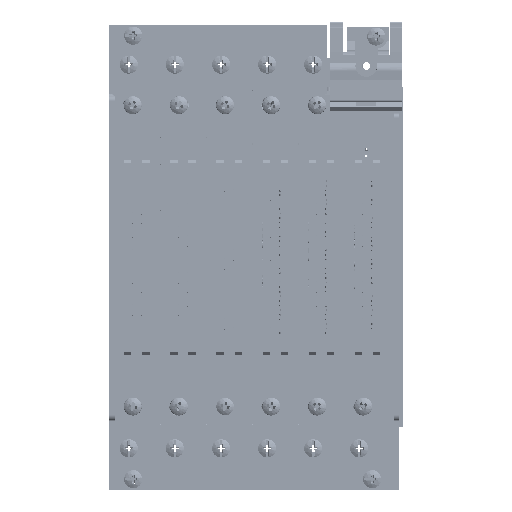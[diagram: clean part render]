
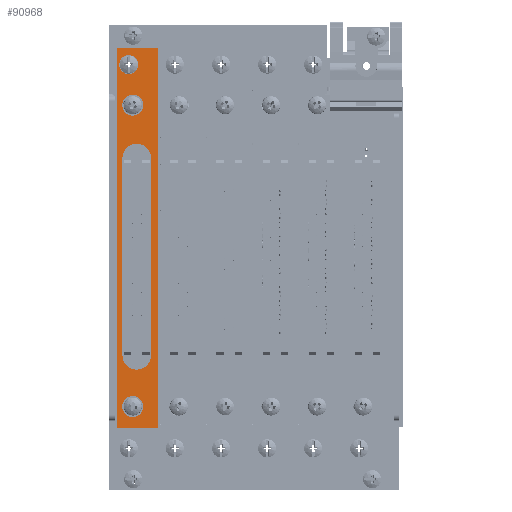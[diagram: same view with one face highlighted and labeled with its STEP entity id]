
A CAD part, front view. The second image highlights one B-rep face of the part: STEP entity #90968.
In plain terms, the highlighted planar face has unit normal (0, -1, 0).
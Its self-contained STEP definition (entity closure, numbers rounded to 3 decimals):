
#8058 = VERTEX_POINT ( 'NONE', #181890 ) ;
#8120 = VERTEX_POINT ( 'NONE', #182148 ) ;
#8151 = VERTEX_POINT ( 'NONE', #182249 ) ;
#8166 = VERTEX_POINT ( 'NONE', #182284 ) ;
#8205 = VERTEX_POINT ( 'NONE', #182378 ) ;
#8251 = VERTEX_POINT ( 'NONE', #182500 ) ;
#8259 = VERTEX_POINT ( 'NONE', #182559 ) ;
#8275 = VERTEX_POINT ( 'NONE', #182618 ) ;
#8321 = VERTEX_POINT ( 'NONE', #182749 ) ;
#8329 = VERTEX_POINT ( 'NONE', #182796 ) ;
#63565 = EDGE_CURVE ( 'NONE', #8120, #8151, #301962, .T. ) ;
#63573 = EDGE_CURVE ( 'NONE', #122282, #122282, #301973, .T. ) ;
#63579 = EDGE_CURVE ( 'NONE', #122286, #122286, #301948, .T. ) ;
#63585 = EDGE_CURVE ( 'NONE', #122290, #122290, #301999, .T. ) ;
#63599 = EDGE_CURVE ( 'NONE', #8166, #8058, #302037, .T. ) ;
#63645 = EDGE_CURVE ( 'NONE', #8259, #8205, #302211, .T. ) ;
#63700 = EDGE_CURVE ( 'NONE', #8321, #8329, #302372, .T. ) ;
#63708 = EDGE_CURVE ( 'NONE', #8259, #8329, #302397, .T. ) ;
#63712 = EDGE_CURVE ( 'NONE', #8205, #8166, #302329, .T. ) ;
#63717 = EDGE_CURVE ( 'NONE', #8058, #8321, #302427, .T. ) ;
#63721 = EDGE_CURVE ( 'NONE', #8151, #8275, #302436, .T. ) ;
#63727 = EDGE_CURVE ( 'NONE', #8251, #8120, #302365, .T. ) ;
#63731 = EDGE_CURVE ( 'NONE', #8275, #8251, #302421, .T. ) ;
#69378 = EDGE_LOOP ( 'NONE', ( #210995 ) ) ;
#69404 = EDGE_LOOP ( 'NONE', ( #210977, #210981, #210984, #210987, #210989, #210992 ) ) ;
#69407 = EDGE_LOOP ( 'NONE', ( #210998 ) ) ;
#69419 = EDGE_LOOP ( 'NONE', ( #211001 ) ) ;
#69422 = EDGE_LOOP ( 'NONE', ( #211004, #211007, #211010, #211012 ) ) ;
#76410 = AXIS2_PLACEMENT_3D ( 'NONE', #299094, #299097, #299100 ) ;
#76412 = AXIS2_PLACEMENT_3D ( 'NONE', #299113, #299117, #299119 ) ;
#76416 = AXIS2_PLACEMENT_3D ( 'NONE', #299139, #299141, #299144 ) ;
#76421 = AXIS2_PLACEMENT_3D ( 'NONE', #299167, #299171, #299175 ) ;
#76434 = AXIS2_PLACEMENT_3D ( 'NONE', #299545, #299549, #299551 ) ;
#76435 = AXIS2_PLACEMENT_3D ( 'NONE', #299564, #299567, #299570 ) ;
#76437 = AXIS2_PLACEMENT_3D ( 'NONE', #299606, #299609, #299611 ) ;
#90968 = ADVANCED_FACE ( 'NONE', ( #163154, #163168, #163158, #163165, #163161 ), #159839, .T. ) ;
#122282 = VERTEX_POINT ( 'NONE', #128385 ) ;
#122286 = VERTEX_POINT ( 'NONE', #128393 ) ;
#122290 = VERTEX_POINT ( 'NONE', #128402 ) ;
#128385 = CARTESIAN_POINT ( 'NONE',  ( -89.495, -21.259, -35.585 ) ) ;
#128393 = CARTESIAN_POINT ( 'NONE',  ( -90.32, -21.259, 58.865 ) ) ;
#128402 = CARTESIAN_POINT ( 'NONE',  ( -89.495, -21.259, 47.665 ) ) ;
#153732 = AXIS2_PLACEMENT_3D ( 'NONE', #159859, #159862, #159865 ) ;
#159839 = PLANE ( 'NONE',  #153732 ) ;
#159859 = CARTESIAN_POINT ( 'NONE',  ( -79.745, -21.259, -51.585 ) ) ;
#159862 = DIRECTION ( 'NONE',  ( 0., -1., 0. ) ) ;
#159865 = DIRECTION ( 'NONE',  ( -1., 0., 0. ) ) ;
#163154 = FACE_OUTER_BOUND ( 'NONE', #69404, .T. ) ;
#163158 = FACE_BOUND ( 'NONE', #69407, .T. ) ;
#163161 = FACE_BOUND ( 'NONE', #69422, .T. ) ;
#163165 = FACE_BOUND ( 'NONE', #69419, .T. ) ;
#163168 = FACE_BOUND ( 'NONE', #69378, .T. ) ;
#181890 = CARTESIAN_POINT ( 'NONE',  ( -90.945, -21.259, 63.315 ) ) ;
#182148 = CARTESIAN_POINT ( 'NONE',  ( -89.445, -21.259, -21.435 ) ) ;
#182249 = CARTESIAN_POINT ( 'NONE',  ( -81.545, -21.259, -21.435 ) ) ;
#182284 = CARTESIAN_POINT ( 'NONE',  ( -79.745, -21.259, 63.315 ) ) ;
#182378 = CARTESIAN_POINT ( 'NONE',  ( -79.645, -21.259, 63.215 ) ) ;
#182500 = CARTESIAN_POINT ( 'NONE',  ( -89.445, -21.259, 33.065 ) ) ;
#182559 = CARTESIAN_POINT ( 'NONE',  ( -79.645, -21.259, -41.384 ) ) ;
#182618 = CARTESIAN_POINT ( 'NONE',  ( -81.545, -21.259, 33.065 ) ) ;
#182749 = CARTESIAN_POINT ( 'NONE',  ( -91.045, -21.259, 63.215 ) ) ;
#182796 = CARTESIAN_POINT ( 'NONE',  ( -91.045, -21.259, -41.384 ) ) ;
#210977 = ORIENTED_EDGE ( 'NONE', *, *, #63708, .F. ) ;
#210981 = ORIENTED_EDGE ( 'NONE', *, *, #63645, .T. ) ;
#210984 = ORIENTED_EDGE ( 'NONE', *, *, #63712, .T. ) ;
#210987 = ORIENTED_EDGE ( 'NONE', *, *, #63599, .T. ) ;
#210989 = ORIENTED_EDGE ( 'NONE', *, *, #63717, .T. ) ;
#210992 = ORIENTED_EDGE ( 'NONE', *, *, #63700, .T. ) ;
#210995 = ORIENTED_EDGE ( 'NONE', *, *, #63585, .F. ) ;
#210998 = ORIENTED_EDGE ( 'NONE', *, *, #63579, .F. ) ;
#211001 = ORIENTED_EDGE ( 'NONE', *, *, #63573, .F. ) ;
#211004 = ORIENTED_EDGE ( 'NONE', *, *, #63721, .F. ) ;
#211007 = ORIENTED_EDGE ( 'NONE', *, *, #63565, .F. ) ;
#211010 = ORIENTED_EDGE ( 'NONE', *, *, #63727, .F. ) ;
#211012 = ORIENTED_EDGE ( 'NONE', *, *, #63731, .F. ) ;
#299094 = CARTESIAN_POINT ( 'NONE',  ( -85.495, -21.259, -21.435 ) ) ;
#299097 = DIRECTION ( 'NONE',  ( 0., -1., 0. ) ) ;
#299100 = DIRECTION ( 'NONE',  ( -1., 0., 0. ) ) ;
#299113 = CARTESIAN_POINT ( 'NONE',  ( -86.595, -21.259, -35.585 ) ) ;
#299117 = DIRECTION ( 'NONE',  ( 0., -1., 0. ) ) ;
#299119 = DIRECTION ( 'NONE',  ( -1., 0., 0. ) ) ;
#299139 = CARTESIAN_POINT ( 'NONE',  ( -87.695, -21.259, 58.865 ) ) ;
#299141 = DIRECTION ( 'NONE',  ( 0., -1., 0. ) ) ;
#299144 = DIRECTION ( 'NONE',  ( -1., 0., 0. ) ) ;
#299149 = CARTESIAN_POINT ( 'NONE',  ( -90.945, -21.259, 63.315 ) ) ;
#299167 = CARTESIAN_POINT ( 'NONE',  ( -86.595, -21.259, 47.665 ) ) ;
#299171 = DIRECTION ( 'NONE',  ( 0., -1., 0. ) ) ;
#299175 = DIRECTION ( 'NONE',  ( -1., 0., 0. ) ) ;
#299203 = DIRECTION ( 'NONE',  ( -1., 0., 0. ) ) ;
#299324 = CARTESIAN_POINT ( 'NONE',  ( -79.645, -21.259, 63.215 ) ) ;
#299338 = DIRECTION ( 'NONE',  ( 0., 0., 1. ) ) ;
#299488 = CARTESIAN_POINT ( 'NONE',  ( -91.045, -21.259, -51.585 ) ) ;
#299505 = DIRECTION ( 'NONE',  ( 0., 0., -1. ) ) ;
#299508 = CARTESIAN_POINT ( 'NONE',  ( -91.045, -21.259, -41.384 ) ) ;
#299528 = DIRECTION ( 'NONE',  ( -1., 0., 0. ) ) ;
#299542 = CARTESIAN_POINT ( 'NONE',  ( -89.445, -21.259, 33.065 ) ) ;
#299545 = CARTESIAN_POINT ( 'NONE',  ( -79.745, -21.259, 63.215 ) ) ;
#299549 = DIRECTION ( 'NONE',  ( 0., -1., 0. ) ) ;
#299551 = DIRECTION ( 'NONE',  ( 1., 0., 0. ) ) ;
#299560 = CARTESIAN_POINT ( 'NONE',  ( -81.545, -21.259, -21.435 ) ) ;
#299564 = CARTESIAN_POINT ( 'NONE',  ( -90.945, -21.259, 63.215 ) ) ;
#299567 = DIRECTION ( 'NONE',  ( 0., -1., 0. ) ) ;
#299570 = DIRECTION ( 'NONE',  ( 1., 0., 0. ) ) ;
#299576 = DIRECTION ( 'NONE',  ( 0., 0., 1. ) ) ;
#299591 = DIRECTION ( 'NONE',  ( 0., 0., -1. ) ) ;
#299606 = CARTESIAN_POINT ( 'NONE',  ( -85.495, -21.259, 33.065 ) ) ;
#299609 = DIRECTION ( 'NONE',  ( 0., -1., 0. ) ) ;
#299611 = DIRECTION ( 'NONE',  ( -1., 0., 0. ) ) ;
#301948 = CIRCLE ( 'NONE', #76416, 2.625 ) ;
#301962 = CIRCLE ( 'NONE', #76410, 3.95 ) ;
#301973 = CIRCLE ( 'NONE', #76412, 2.9 ) ;
#301999 = CIRCLE ( 'NONE', #76421, 2.9 ) ;
#302037 = LINE ( 'NONE', #299149, #302060 ) ;
#302060 = VECTOR ( 'NONE', #299203, 1000. ) ;
#302211 = LINE ( 'NONE', #299324, #302226 ) ;
#302226 = VECTOR ( 'NONE', #299338, 1000. ) ;
#302329 = CIRCLE ( 'NONE', #76434, 0.1 ) ;
#302365 = LINE ( 'NONE', #299542, #302457 ) ;
#302372 = LINE ( 'NONE', #299488, #302392 ) ;
#302392 = VECTOR ( 'NONE', #299505, 1000. ) ;
#302397 = LINE ( 'NONE', #299508, #302414 ) ;
#302414 = VECTOR ( 'NONE', #299528, 1000. ) ;
#302421 = CIRCLE ( 'NONE', #76437, 3.95 ) ;
#302427 = CIRCLE ( 'NONE', #76435, 0.1 ) ;
#302436 = LINE ( 'NONE', #299560, #302444 ) ;
#302444 = VECTOR ( 'NONE', #299576, 1000. ) ;
#302457 = VECTOR ( 'NONE', #299591, 1000. ) ;
